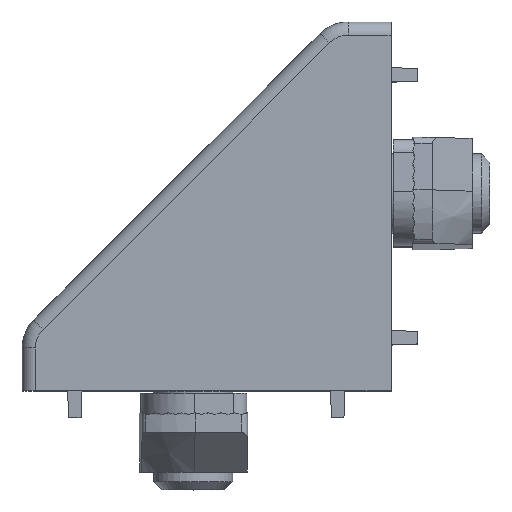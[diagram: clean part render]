
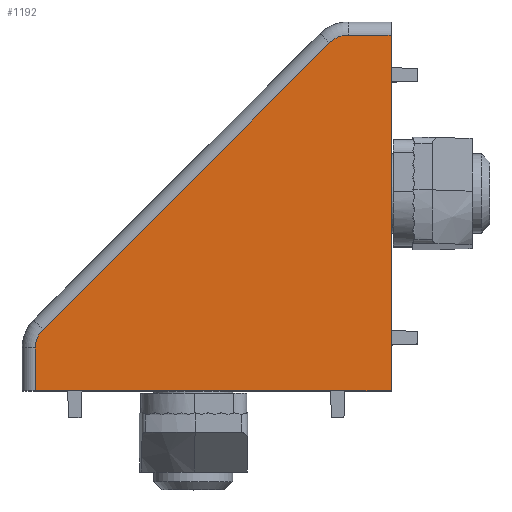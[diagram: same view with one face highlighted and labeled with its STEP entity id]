
A CAD part, top view. The second image highlights one B-rep face of the part: STEP entity #1192.
In plain terms, the highlighted planar face has unit normal (0, 0, 1).
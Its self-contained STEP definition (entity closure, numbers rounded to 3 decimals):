
#670=CARTESIAN_POINT('',(-27.0,0.0,10.0));
#671=VERTEX_POINT('',#670);
#672=CARTESIAN_POINT('',(0.0,0.0,10.0));
#673=VERTEX_POINT('',#672);
#674=CARTESIAN_POINT('',(-27.0,0.0,10.0));
#675=DIRECTION('',(1.0,0.0,0.0));
#676=VECTOR('',#675,27.0);
#677=LINE('',#674,#676);
#678=EDGE_CURVE('',#671,#673,#677,.T.);
#999=CARTESIAN_POINT('',(0.0,27.0,10.0));
#1000=VERTEX_POINT('',#999);
#1008=CARTESIAN_POINT('',(0.0,0.0,10.0));
#1009=DIRECTION('',(0.0,1.0,0.0));
#1010=VECTOR('',#1009,27.0);
#1011=LINE('',#1008,#1010);
#1012=EDGE_CURVE('',#673,#1000,#1011,.T.);
#1143=CARTESIAN_POINT('',(0.0,0.0,10.0));
#1144=DIRECTION('',(0.0,0.0,1.0));
#1145=DIRECTION('',(1.0,0.0,0.0));
#1146=AXIS2_PLACEMENT_3D('',#1143,#1144,#1145);
#1147=PLANE('',#1146);
#1148=ORIENTED_EDGE('',*,*,#1012,.T.);
#1149=CARTESIAN_POINT('',(-3.257,27.0,10.0));
#1150=VERTEX_POINT('',#1149);
#1151=CARTESIAN_POINT('',(0.0,27.0,10.0));
#1152=DIRECTION('',(-1.0,0.0,0.0));
#1153=VECTOR('',#1152,3.257);
#1154=LINE('',#1151,#1153);
#1155=EDGE_CURVE('',#1000,#1150,#1154,.T.);
#1156=ORIENTED_EDGE('',*,*,#1155,.T.);
#1157=CARTESIAN_POINT('',(-4.672,26.414,10.0));
#1158=VERTEX_POINT('',#1157);
#1159=CARTESIAN_POINT('',(-3.257,25.0,10.0));
#1160=DIRECTION('',(0.0,0.0,1.0));
#1161=DIRECTION('',(1.0,0.0,0.0));
#1162=AXIS2_PLACEMENT_3D('',#1159,#1160,#1161);
#1163=CIRCLE('',#1162,2.0);
#1164=EDGE_CURVE('',#1150,#1158,#1163,.T.);
#1165=ORIENTED_EDGE('',*,*,#1164,.T.);
#1166=CARTESIAN_POINT('',(-26.414,4.672,10.0));
#1167=VERTEX_POINT('',#1166);
#1168=CARTESIAN_POINT('',(-4.672,26.414,10.0));
#1169=DIRECTION('',(-0.707,-0.707,0.0));
#1170=VECTOR('',#1169,30.749);
#1171=LINE('',#1168,#1170);
#1172=EDGE_CURVE('',#1158,#1167,#1171,.T.);
#1173=ORIENTED_EDGE('',*,*,#1172,.T.);
#1174=CARTESIAN_POINT('',(-27.0,3.257,10.0));
#1175=VERTEX_POINT('',#1174);
#1176=CARTESIAN_POINT('',(-25.0,3.257,10.0));
#1177=DIRECTION('',(0.0,0.0,1.0));
#1178=DIRECTION('',(1.0,0.0,0.0));
#1179=AXIS2_PLACEMENT_3D('',#1176,#1177,#1178);
#1180=CIRCLE('',#1179,2.);
#1181=EDGE_CURVE('',#1167,#1175,#1180,.T.);
#1182=ORIENTED_EDGE('',*,*,#1181,.T.);
#1183=CARTESIAN_POINT('',(-27.0,3.257,10.0));
#1184=DIRECTION('',(0.0,-1.0,0.0));
#1185=VECTOR('',#1184,3.257);
#1186=LINE('',#1183,#1185);
#1187=EDGE_CURVE('',#1175,#671,#1186,.T.);
#1188=ORIENTED_EDGE('',*,*,#1187,.T.);
#1189=ORIENTED_EDGE('',*,*,#678,.T.);
#1190=EDGE_LOOP('',(#1148,#1156,#1165,#1173,#1182,#1188,#1189));
#1191=FACE_OUTER_BOUND('',#1190,.T.);
#1192=ADVANCED_FACE('',(#1191),#1147,.T.);
